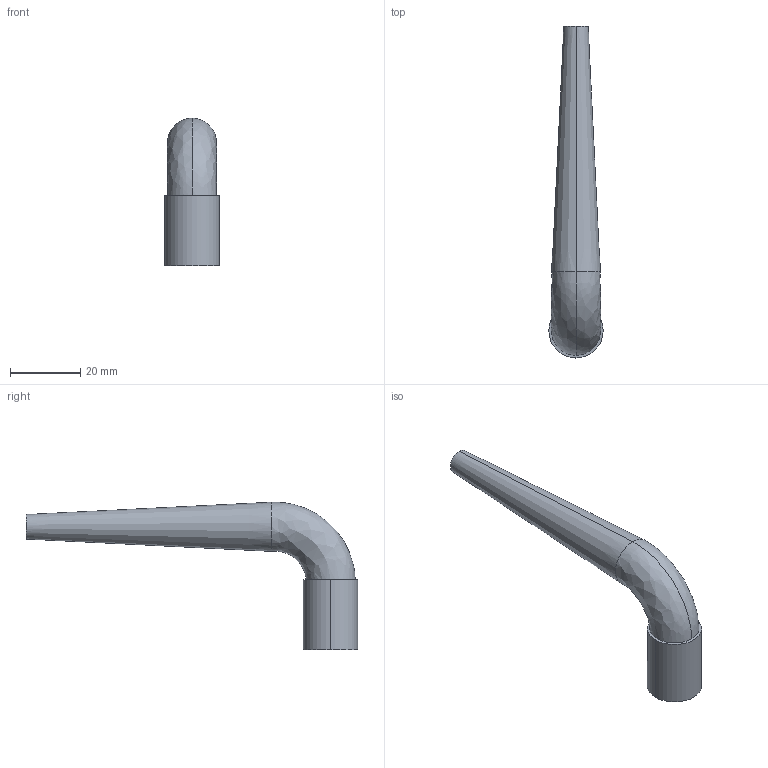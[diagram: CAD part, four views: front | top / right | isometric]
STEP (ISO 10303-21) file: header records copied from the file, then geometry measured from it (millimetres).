
FILE_DESCRIPTION (( 'STEP AP214' ), '1' );
FILE_NAME ('nozzle.STEP', '2025-07-19T17:09:46', ( '' ), ( '' ), 'SwSTEP 2.0', 'SolidWorks 2024', '' );
FILE_SCHEMA (( 'AUTOMOTIVE_DESIGN' ));
Length unit declared in the file: millimetre
Products named in the file (1): nozzle
Bounding box: 15.5 x 94.53 x 42.04 mm (x, y, z)
Volume: 13659.5 mm3; surface area: 5527.9 mm2
Topology: 2 solids, 2 shells, 16 faces, 32 edges, 20 vertices
Faces by surface type: cylinder 4, plane 4, bspline 4, cone 4
Entity records: 556 total; most frequent: CARTESIAN_POINT 189, DIRECTION 74, ORIENTED_EDGE 64, AXIS2_PLACEMENT_3D 33, EDGE_CURVE 32, EDGE_LOOP 20, VERTEX_POINT 20, CIRCLE 20
